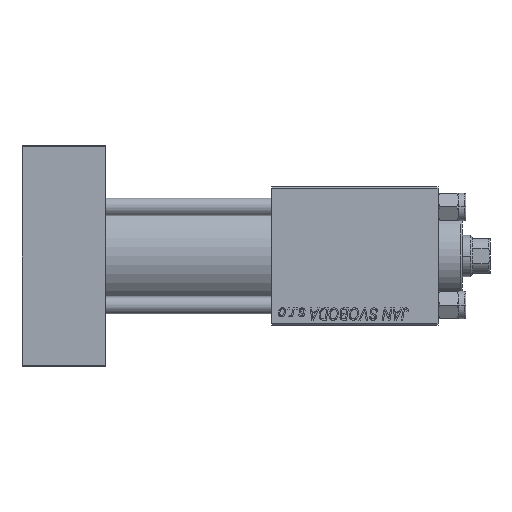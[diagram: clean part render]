
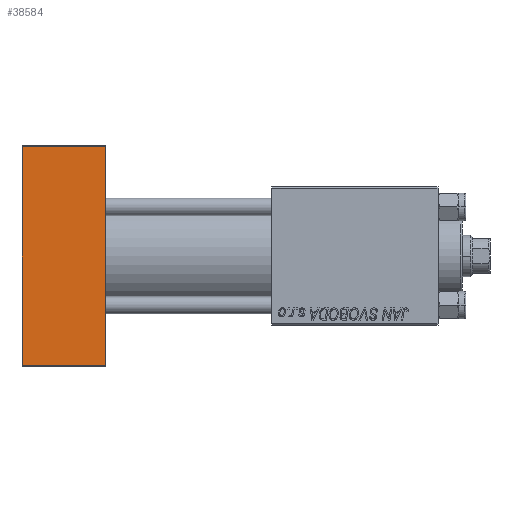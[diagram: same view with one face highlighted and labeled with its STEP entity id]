
A CAD part, front view. The second image highlights one B-rep face of the part: STEP entity #38584.
In plain terms, the highlighted planar face has unit normal (0, -1, 0).
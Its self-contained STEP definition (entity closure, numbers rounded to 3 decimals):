
#337 = DIRECTION ( 'NONE',  ( 0., 0., 1. ) ) ;
#509 = CARTESIAN_POINT ( 'NONE',  ( 24., -20., 32. ) ) ;
#676 = ORIENTED_EDGE ( 'NONE', *, *, #25738, .T. ) ;
#3141 = VERTEX_POINT ( 'NONE', #39533 ) ;
#3566 = VERTEX_POINT ( 'NONE', #34945 ) ;
#5249 = VECTOR ( 'NONE', #15884, 1000. ) ;
#7175 = DIRECTION ( 'NONE',  ( 1., 0., 0. ) ) ;
#7885 = FACE_OUTER_BOUND ( 'NONE', #23020, .T. ) ;
#9086 = EDGE_CURVE ( 'NONE', #3141, #40720, #42183, .T. ) ;
#11426 = PLANE ( 'NONE',  #44358 ) ;
#11672 = DIRECTION ( 'NONE',  ( 0., 1., 0. ) ) ;
#11934 = EDGE_CURVE ( 'NONE', #17031, #40720, #33984, .T. ) ;
#15852 = DIRECTION ( 'NONE',  ( 0., 0., -1. ) ) ;
#15884 = DIRECTION ( 'NONE',  ( 0., 0., -1. ) ) ;
#16791 = CARTESIAN_POINT ( 'NONE',  ( 0., -20., -31.5 ) ) ;
#17031 = VERTEX_POINT ( 'NONE', #16791 ) ;
#19156 = LINE ( 'NONE', #26993, #44047 ) ;
#20728 = VECTOR ( 'NONE', #7175, 1000. ) ;
#23020 = EDGE_LOOP ( 'NONE', ( #676, #24610, #47027, #36928 ) ) ;
#24363 = LINE ( 'NONE', #47573, #46844 ) ;
#24610 = ORIENTED_EDGE ( 'NONE', *, *, #11934, .T. ) ;
#25738 = EDGE_CURVE ( 'NONE', #3566, #17031, #19156, .T. ) ;
#26993 = CARTESIAN_POINT ( 'NONE',  ( 0., -20., 32. ) ) ;
#33984 = LINE ( 'NONE', #41793, #20728 ) ;
#34945 = CARTESIAN_POINT ( 'NONE',  ( 0., -20., 31.5 ) ) ;
#36928 = ORIENTED_EDGE ( 'NONE', *, *, #37459, .T. ) ;
#37459 = EDGE_CURVE ( 'NONE', #3141, #3566, #24363, .T. ) ;
#38584 = ADVANCED_FACE ( 'NONE', ( #7885 ), #11426, .F. ) ;
#39533 = CARTESIAN_POINT ( 'NONE',  ( 24., -20., 31.5 ) ) ;
#40720 = VERTEX_POINT ( 'NONE', #47781 ) ;
#41793 = CARTESIAN_POINT ( 'NONE',  ( 24., -20., -31.5 ) ) ;
#42183 = LINE ( 'NONE', #509, #5249 ) ;
#43047 = DIRECTION ( 'NONE',  ( -1., 0., 0. ) ) ;
#44047 = VECTOR ( 'NONE', #15852, 1000. ) ;
#44358 = AXIS2_PLACEMENT_3D ( 'NONE', #46043, #11672, #337 ) ;
#46043 = CARTESIAN_POINT ( 'NONE',  ( 24., -20., 32. ) ) ;
#46844 = VECTOR ( 'NONE', #43047, 1000. ) ;
#47027 = ORIENTED_EDGE ( 'NONE', *, *, #9086, .F. ) ;
#47573 = CARTESIAN_POINT ( 'NONE',  ( 24., -20., 31.5 ) ) ;
#47781 = CARTESIAN_POINT ( 'NONE',  ( 24., -20., -31.5 ) ) ;
